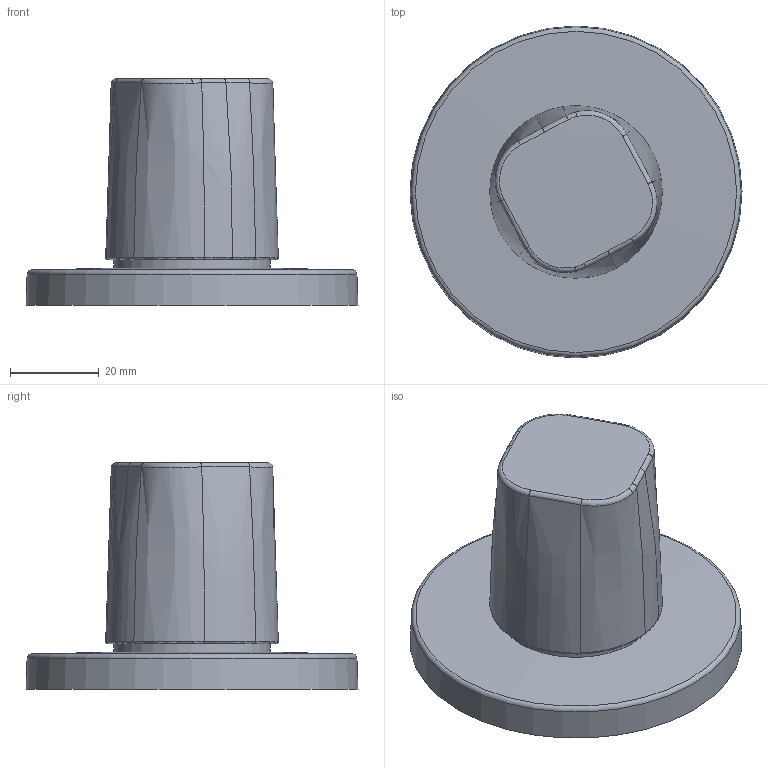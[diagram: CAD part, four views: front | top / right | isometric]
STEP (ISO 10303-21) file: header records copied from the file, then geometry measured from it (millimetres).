
FILE_DESCRIPTION (( 'STEP AP203' ), '1' );
FILE_NAME ('02288102.STEP', '2017-03-09T05:38:49', ( '' ), ( '' ), 'SwSTEP 2.0', 'SolidWorks 2016', '' );
FILE_SCHEMA (( 'CONFIG_CONTROL_DESIGN' ));
Length unit declared in the file: millimetre
Products named in the file (1): 02288102
Bounding box: 75 x 75 x 51.2 mm (x, y, z)
Volume: 82872 mm3; surface area: 15711.2 mm2
Topology: 1 solids, 1 shells, 39 faces, 86 edges, 51 vertices
Faces by surface type: bspline 32, plane 2, sphere 2, cylinder 1, cone 1, torus 1
Full cylindrical faces by diameter (mm): 35.345 x1
Entity records: 3561 total; most frequent: CARTESIAN_POINT 2896, ORIENTED_EDGE 162, EDGE_CURVE 81, B_SPLINE_CURVE_WITH_KNOTS 74, VERTEX_POINT 49, EDGE_LOOP 44, FACE_OUTER_BOUND 42, ADVANCED_FACE 39
